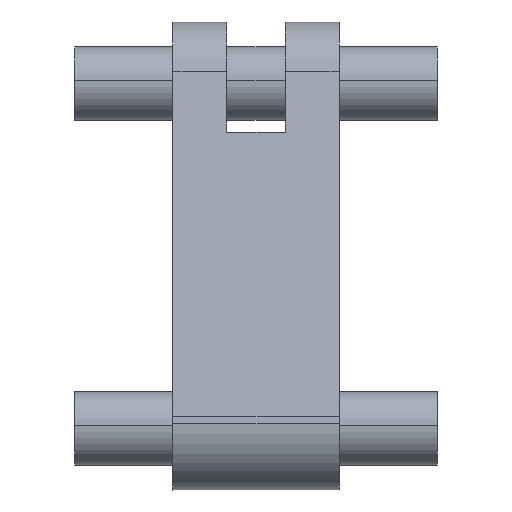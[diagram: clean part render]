
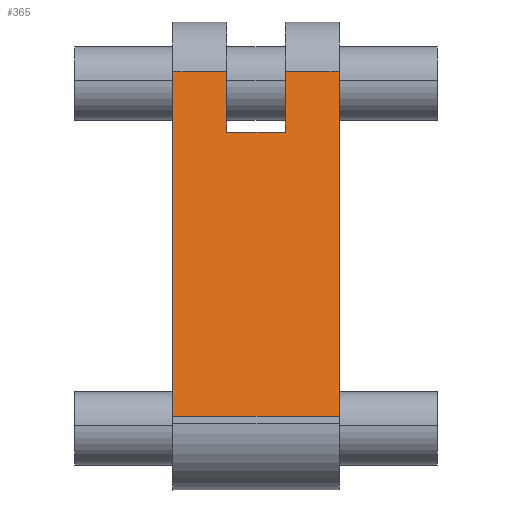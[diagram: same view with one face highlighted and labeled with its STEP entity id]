
A CAD part, front view. The second image highlights one B-rep face of the part: STEP entity #365.
In plain terms, the highlighted face is planar.
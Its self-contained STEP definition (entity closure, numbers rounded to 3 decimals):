
#10 = EDGE_CURVE ( 'NONE', #305, #470, #256, .T. ) ;
#19 = ORIENTED_EDGE ( 'NONE', *, *, #140, .F. ) ;
#34 = LINE ( 'NONE', #108, #750 ) ;
#46 = CARTESIAN_POINT ( 'NONE',  ( -58.098, 8229.935, 3212.816 ) ) ;
#91 = CARTESIAN_POINT ( 'NONE',  ( 61.894, 8193.641, 2894.252 ) ) ;
#102 = ORIENTED_EDGE ( 'NONE', *, *, #258, .T. ) ;
#104 = DIRECTION ( 'NONE',  ( 1., 0., 0. ) ) ;
#106 = EDGE_CURVE ( 'NONE', #769, #723, #428, .T. ) ;
#108 = CARTESIAN_POINT ( 'NONE',  ( 171.097, 8207.825, 3019.067 ) ) ;
#134 = LINE ( 'NONE', #706, #430 ) ;
#140 = EDGE_CURVE ( 'NONE', #769, #784, #134, .T. ) ;
#160 = VECTOR ( 'NONE', #589, 1000. ) ;
#170 = CARTESIAN_POINT ( 'NONE',  ( 61.897, 8207.85, 3019.067 ) ) ;
#176 = DIRECTION ( 'NONE',  ( 0., -0.113, -0.994 ) ) ;
#177 = CARTESIAN_POINT ( 'NONE',  ( -58.106, 8193.669, 2894.252 ) ) ;
#186 = DIRECTION ( 'NONE',  ( 0., -0.113, -0.994 ) ) ;
#232 = CARTESIAN_POINT ( 'NONE',  ( 171.097, 8207.825, 3019.067 ) ) ;
#238 = ORIENTED_EDGE ( 'NONE', *, *, #10, .F. ) ;
#240 = CARTESIAN_POINT ( 'NONE',  ( -58.106, 8193.669, 2894.252 ) ) ;
#253 = CARTESIAN_POINT ( 'NONE',  ( 61.894, 8193.641, 2894.252 ) ) ;
#256 = LINE ( 'NONE', #46, #386 ) ;
#258 = EDGE_CURVE ( 'NONE', #723, #911, #787, .T. ) ;
#269 = CARTESIAN_POINT ( 'NONE',  ( 171.097, 8207.825, 3019.067 ) ) ;
#297 = VERTEX_POINT ( 'NONE', #368 ) ;
#299 = DIRECTION ( 'NONE',  ( 0., 0.113, 0.994 ) ) ;
#305 = VERTEX_POINT ( 'NONE', #592 ) ;
#312 = DIRECTION ( 'NONE',  ( 0., 0.113, 0.994 ) ) ;
#342 = CARTESIAN_POINT ( 'NONE',  ( 171.078, 8126.879, 2308.039 ) ) ;
#365 = ADVANCED_FACE ( 'NONE', ( #471 ), #668, .T. ) ;
#368 = CARTESIAN_POINT ( 'NONE',  ( -167.303, 8207.903, 3019.067 ) ) ;
#373 = VECTOR ( 'NONE', #104, 1000. ) ;
#386 = VECTOR ( 'NONE', #176, 1000. ) ;
#387 = AXIS2_PLACEMENT_3D ( 'NONE', #889, #818, #186 ) ;
#389 = DIRECTION ( 'NONE',  ( -1., 0., 0. ) ) ;
#392 = EDGE_CURVE ( 'NONE', #305, #297, #34, .T. ) ;
#401 = VECTOR ( 'NONE', #299, 1000. ) ;
#428 = LINE ( 'NONE', #342, #724 ) ;
#430 = VECTOR ( 'NONE', #901, 1000. ) ;
#433 = CARTESIAN_POINT ( 'NONE',  ( 171.078, 8126.879, 2308.039 ) ) ;
#438 = VERTEX_POINT ( 'NONE', #253 ) ;
#448 = EDGE_CURVE ( 'NONE', #470, #438, #547, .T. ) ;
#470 = VERTEX_POINT ( 'NONE', #177 ) ;
#471 = FACE_OUTER_BOUND ( 'NONE', #606, .T. ) ;
#518 = LINE ( 'NONE', #91, #401 ) ;
#547 = LINE ( 'NONE', #240, #373 ) ;
#574 = CARTESIAN_POINT ( 'NONE',  ( -167.322, 8126.957, 2308.039 ) ) ;
#589 = DIRECTION ( 'NONE',  ( -1., 0., 0. ) ) ;
#592 = CARTESIAN_POINT ( 'NONE',  ( -58.103, 8207.878, 3019.067 ) ) ;
#606 = EDGE_LOOP ( 'NONE', ( #684, #640, #238, #861, #616, #19, #898, #102 ) ) ;
#616 = ORIENTED_EDGE ( 'NONE', *, *, #877, .F. ) ;
#640 = ORIENTED_EDGE ( 'NONE', *, *, #448, .F. ) ;
#642 = DIRECTION ( 'NONE',  ( 0., 0.113, 0.994 ) ) ;
#668 = PLANE ( 'NONE',  #387 ) ;
#684 = ORIENTED_EDGE ( 'NONE', *, *, #894, .F. ) ;
#706 = CARTESIAN_POINT ( 'NONE',  ( 171.078, 8126.879, 2308.039 ) ) ;
#723 = VERTEX_POINT ( 'NONE', #269 ) ;
#724 = VECTOR ( 'NONE', #642, 1000. ) ;
#732 = CARTESIAN_POINT ( 'NONE',  ( -167.322, 8126.957, 2308.039 ) ) ;
#750 = VECTOR ( 'NONE', #389, 1000. ) ;
#769 = VERTEX_POINT ( 'NONE', #433 ) ;
#784 = VERTEX_POINT ( 'NONE', #574 ) ;
#787 = LINE ( 'NONE', #232, #160 ) ;
#796 = LINE ( 'NONE', #732, #800 ) ;
#800 = VECTOR ( 'NONE', #312, 1000. ) ;
#818 = DIRECTION ( 'NONE',  ( 0., -0.994, 0.113 ) ) ;
#861 = ORIENTED_EDGE ( 'NONE', *, *, #392, .T. ) ;
#877 = EDGE_CURVE ( 'NONE', #784, #297, #796, .T. ) ;
#889 = CARTESIAN_POINT ( 'NONE',  ( 171.078, 8126.879, 2308.039 ) ) ;
#894 = EDGE_CURVE ( 'NONE', #438, #911, #518, .T. ) ;
#898 = ORIENTED_EDGE ( 'NONE', *, *, #106, .T. ) ;
#901 = DIRECTION ( 'NONE',  ( -1., 0., 0. ) ) ;
#911 = VERTEX_POINT ( 'NONE', #170 ) ;
